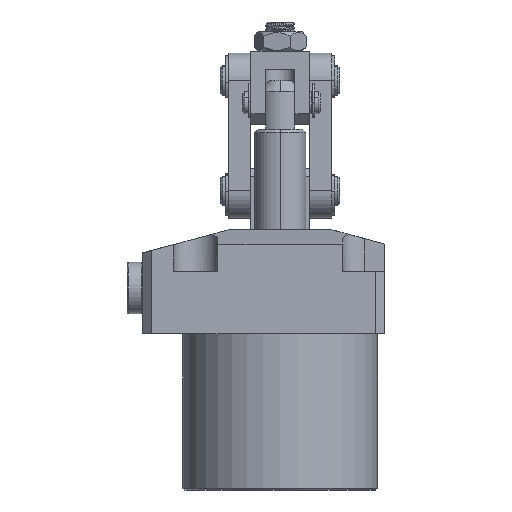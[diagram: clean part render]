
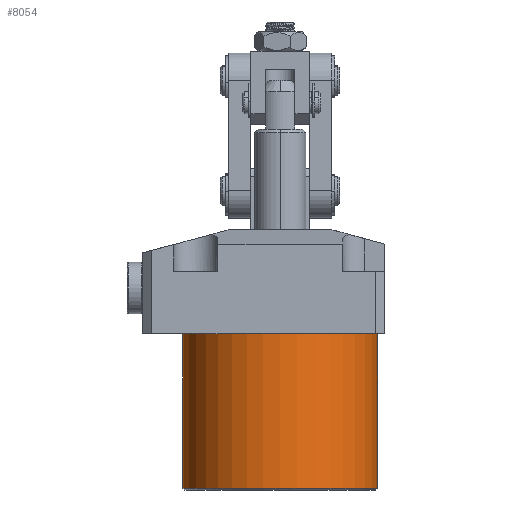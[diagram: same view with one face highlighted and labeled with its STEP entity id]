
A CAD part, front view. The second image highlights one B-rep face of the part: STEP entity #8054.
In plain terms, the highlighted cylindrical face has radius 26.5 mm (diameter 53 mm), a partial arc.
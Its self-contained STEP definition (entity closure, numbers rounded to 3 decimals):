
#510 = EDGE_CURVE ( 'NONE', #15923, #13475, #9027, .T. ) ;
#740 = EDGE_CURVE ( 'NONE', #8935, #15923, #11858, .T. ) ;
#2398 = DIRECTION ( 'NONE',  ( 0., 0., 1. ) ) ;
#3275 = VERTEX_POINT ( 'NONE', #11288 ) ;
#3934 = DIRECTION ( 'NONE',  ( -1., 0., 0. ) ) ;
#4029 = ORIENTED_EDGE ( 'NONE', *, *, #10645, .F. ) ;
#4430 = DIRECTION ( 'NONE',  ( 1., 0., 0. ) ) ;
#4709 = CARTESIAN_POINT ( 'NONE',  ( -26.5, 0., -14.25 ) ) ;
#5303 = CARTESIAN_POINT ( 'NONE',  ( -26.5, 0., -56.75 ) ) ;
#5506 = AXIS2_PLACEMENT_3D ( 'NONE', #18644, #2398, #4430 ) ;
#5821 = VECTOR ( 'NONE', #11408, 1000. ) ;
#7145 = EDGE_CURVE ( 'NONE', #3275, #8935, #22236, .T. ) ;
#7237 = CYLINDRICAL_SURFACE ( 'NONE', #5506, 26.5 ) ;
#8054 = ADVANCED_FACE ( 'NONE', ( #22863 ), #7237, .T. ) ;
#8299 = CARTESIAN_POINT ( 'NONE',  ( 26.5, 0., -56.75 ) ) ;
#8935 = VERTEX_POINT ( 'NONE', #12656 ) ;
#9027 = CIRCLE ( 'NONE', #12180, 26.5 ) ;
#9886 = CARTESIAN_POINT ( 'NONE',  ( 0., 0., -14.25 ) ) ;
#9901 = DIRECTION ( 'NONE',  ( 0., 0., 1. ) ) ;
#10645 = EDGE_CURVE ( 'NONE', #3275, #13475, #15802, .T. ) ;
#10976 = ORIENTED_EDGE ( 'NONE', *, *, #7145, .T. ) ;
#11288 = CARTESIAN_POINT ( 'NONE',  ( -26.5, 0., -56.25 ) ) ;
#11408 = DIRECTION ( 'NONE',  ( 0., 0., 1. ) ) ;
#11858 = LINE ( 'NONE', #8299, #5821 ) ;
#12180 = AXIS2_PLACEMENT_3D ( 'NONE', #9886, #16888, #3934 ) ;
#12277 = ORIENTED_EDGE ( 'NONE', *, *, #740, .T. ) ;
#12656 = CARTESIAN_POINT ( 'NONE',  ( 26.5, 0., -56.25 ) ) ;
#13475 = VERTEX_POINT ( 'NONE', #4709 ) ;
#15207 = AXIS2_PLACEMENT_3D ( 'NONE', #22079, #9901, #24174 ) ;
#15802 = LINE ( 'NONE', #5303, #17076 ) ;
#15923 = VERTEX_POINT ( 'NONE', #25927 ) ;
#16888 = DIRECTION ( 'NONE',  ( 0., 0., -1. ) ) ;
#17076 = VECTOR ( 'NONE', #19513, 1000. ) ;
#17305 = EDGE_LOOP ( 'NONE', ( #4029, #10976, #12277, #20406 ) ) ;
#18644 = CARTESIAN_POINT ( 'NONE',  ( 0., 0., -56.75 ) ) ;
#19513 = DIRECTION ( 'NONE',  ( 0., 0., 1. ) ) ;
#20406 = ORIENTED_EDGE ( 'NONE', *, *, #510, .T. ) ;
#22079 = CARTESIAN_POINT ( 'NONE',  ( 0., 0., -56.25 ) ) ;
#22236 = CIRCLE ( 'NONE', #15207, 26.5 ) ;
#22863 = FACE_OUTER_BOUND ( 'NONE', #17305, .T. ) ;
#24174 = DIRECTION ( 'NONE',  ( -1., 0., 0. ) ) ;
#25927 = CARTESIAN_POINT ( 'NONE',  ( 26.5, 0., -14.25 ) ) ;
